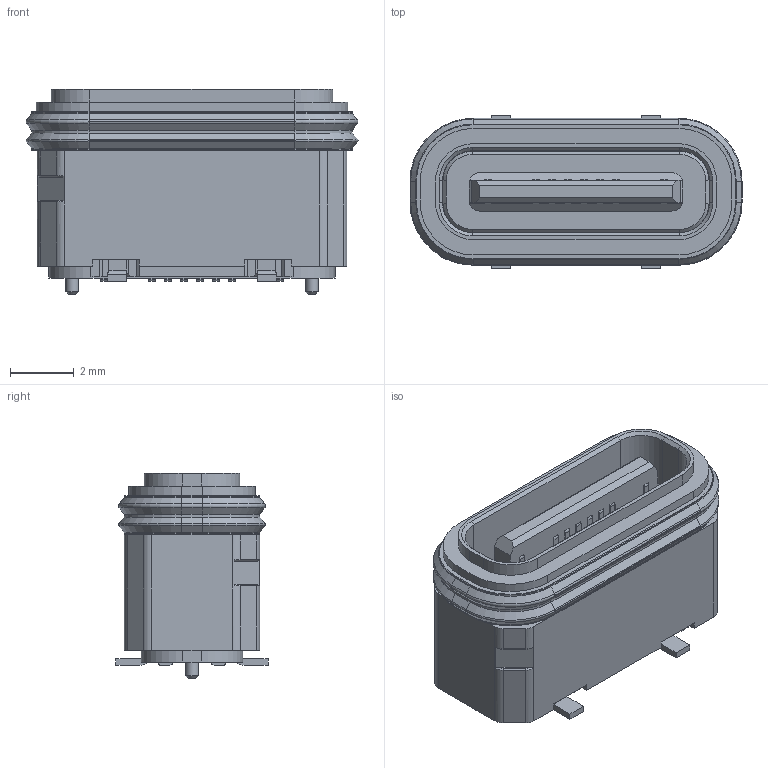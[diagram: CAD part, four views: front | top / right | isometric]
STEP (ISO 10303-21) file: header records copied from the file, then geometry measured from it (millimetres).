
FILE_DESCRIPTION(/* description */ ('Unknown'),/* implementation_level */ '2;1');
FILE_NAME(/* name */ 'UJ20-C-V-G-SMT-P16-TR-65',/* time_stamp */ '2024-08-20T11:09:55+02:00',/* author */ ('Unknown'),/* organization */ ('Unknown'),/* preprocessor_version */ 'ST-DEVELOPER v18.102',/* originating_system */ 'Solid Edge',/* authorisation */ 'Unknown');
FILE_SCHEMA (('AUTOMOTIVE_DESIGN {1 0 10303 214 3 1 1}'));
Length unit declared in the file: millimetre
Products named in the file (1): UJ20-C-V-G-SMT-P16-TR-65
Bounding box: 10.38 x 4.76 x 6.42 mm (x, y, z)
Volume: 156.7 mm3; surface area: 464 mm2
Topology: 1 solids, 1 shells, 514 faces, 1361 edges, 859 vertices
Faces by surface type: plane 338, cylinder 130, cone 30, torus 16
Full cylindrical faces by diameter (mm): 0.4 x2
Entity records: 19312 total; most frequent: CARTESIAN_POINT 2769, ORIENTED_EDGE 2712, DIRECTION 2692, EDGE_CURVE 1356, LINE 1026, VECTOR 1026, VERTEX_POINT 858, AXIS2_PLACEMENT_3D 833
